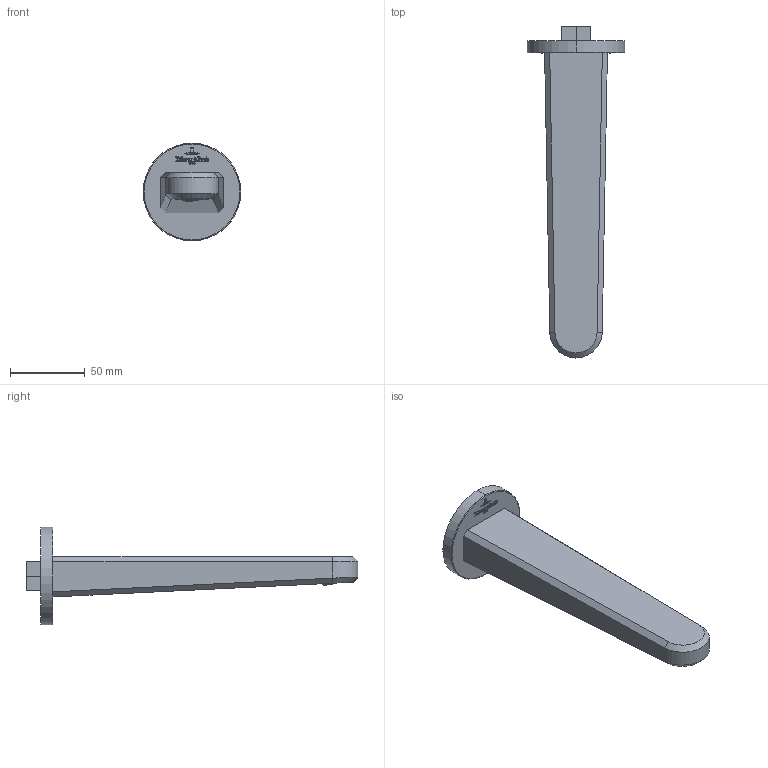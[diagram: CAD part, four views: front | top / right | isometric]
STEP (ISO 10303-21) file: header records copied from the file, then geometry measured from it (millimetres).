
FILE_DESCRIPTION((''),'2;1');
FILE_NAME('TVT117002000_3DPL','2026-02-05T10:49:16',('HristovG'),('AMERICAN STANDARD B&K'),'CREO PARAMETRIC BY PTC INC, 2024253','CREO PARAMETRIC BY PTC INC, 2024253','');
FILE_SCHEMA(('AP242_MANAGED_MODEL_BASED_3D_ENGINEERING_MIM_LF { 1 0 10303 442 1 1 4 }'));
Length unit declared in the file: millimetre
Products named in the file (1): TVT117002000_3DPL
Bounding box: 65.28 x 222 x 65.28 mm (x, y, z)
Volume: 191869.3 mm3; surface area: 32072.6 mm2
Topology: 1 solids, 4 shells, 982 faces, 2616 edges, 1743 vertices
Faces by surface type: cylinder 441, extrusion 262, plane 248, torus 22, cone 5, bspline 2, sphere 2
Entity records: 42203 total; most frequent: CARTESIAN_POINT 11456, ORIENTED_EDGE 5220, DIRECTION 3511, EDGE_CURVE 2616, VERTEX_POINT 1743, VECTOR 1677, LINE 1415, B_SPLINE_CURVE_WITH_KNOTS 1266
